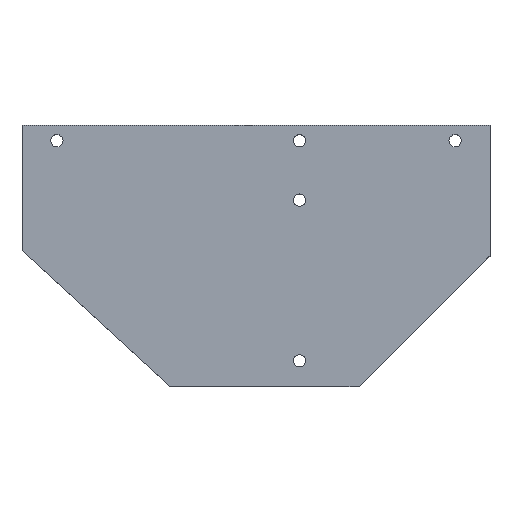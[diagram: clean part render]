
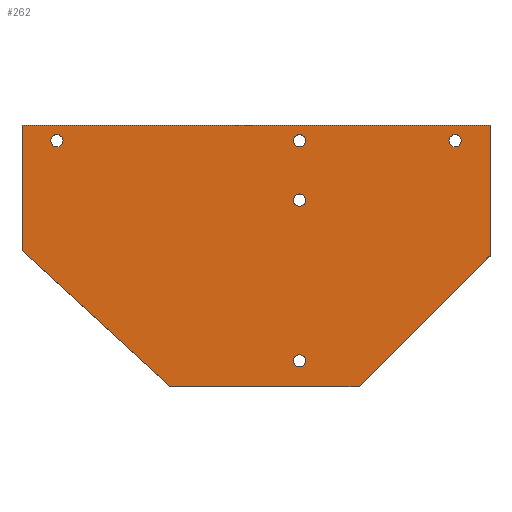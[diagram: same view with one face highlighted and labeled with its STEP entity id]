
A CAD part, top view. The second image highlights one B-rep face of the part: STEP entity #262.
In plain terms, the highlighted planar face has unit normal (0, 0, 1).
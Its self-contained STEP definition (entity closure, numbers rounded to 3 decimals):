
#15=FACE_BOUND('',#58,.T.);
#16=FACE_BOUND('',#59,.T.);
#17=FACE_BOUND('',#60,.T.);
#18=FACE_BOUND('',#61,.T.);
#19=FACE_BOUND('',#62,.T.);
#31=PLANE('',#299);
#44=FACE_OUTER_BOUND('',#57,.T.);
#57=EDGE_LOOP('',(#224,#225,#226,#227,#228,#229));
#58=EDGE_LOOP('',(#230));
#59=EDGE_LOOP('',(#231));
#60=EDGE_LOOP('',(#232));
#61=EDGE_LOOP('',(#233));
#62=EDGE_LOOP('',(#234));
#76=LINE('',#410,#99);
#79=LINE('',#416,#102);
#82=LINE('',#422,#105);
#85=LINE('',#428,#108);
#88=LINE('',#434,#111);
#91=LINE('',#438,#114);
#99=VECTOR('',#342,10.);
#102=VECTOR('',#347,10.);
#105=VECTOR('',#352,10.);
#108=VECTOR('',#357,10.);
#111=VECTOR('',#362,10.);
#114=VECTOR('',#367,10.);
#115=CIRCLE('',#279,3.5);
#117=CIRCLE('',#282,3.5);
#119=CIRCLE('',#285,3.5);
#121=CIRCLE('',#288,3.5);
#123=CIRCLE('',#291,3.5);
#125=VERTEX_POINT('',#374);
#127=VERTEX_POINT('',#380);
#129=VERTEX_POINT('',#386);
#131=VERTEX_POINT('',#392);
#133=VERTEX_POINT('',#398);
#137=VERTEX_POINT('',#407);
#138=VERTEX_POINT('',#409);
#140=VERTEX_POINT('',#415);
#142=VERTEX_POINT('',#421);
#144=VERTEX_POINT('',#427);
#146=VERTEX_POINT('',#433);
#147=EDGE_CURVE('',#125,#125,#115,.T.);
#150=EDGE_CURVE('',#127,#127,#117,.T.);
#153=EDGE_CURVE('',#129,#129,#119,.T.);
#156=EDGE_CURVE('',#131,#131,#121,.T.);
#159=EDGE_CURVE('',#133,#133,#123,.T.);
#164=EDGE_CURVE('',#138,#137,#76,.T.);
#167=EDGE_CURVE('',#140,#138,#79,.T.);
#170=EDGE_CURVE('',#142,#140,#82,.T.);
#173=EDGE_CURVE('',#144,#142,#85,.T.);
#176=EDGE_CURVE('',#146,#144,#88,.T.);
#179=EDGE_CURVE('',#137,#146,#91,.T.);
#224=ORIENTED_EDGE('',*,*,#179,.T.);
#225=ORIENTED_EDGE('',*,*,#176,.T.);
#226=ORIENTED_EDGE('',*,*,#173,.T.);
#227=ORIENTED_EDGE('',*,*,#170,.T.);
#228=ORIENTED_EDGE('',*,*,#167,.T.);
#229=ORIENTED_EDGE('',*,*,#164,.T.);
#230=ORIENTED_EDGE('',*,*,#159,.T.);
#231=ORIENTED_EDGE('',*,*,#156,.T.);
#232=ORIENTED_EDGE('',*,*,#153,.T.);
#233=ORIENTED_EDGE('',*,*,#150,.T.);
#234=ORIENTED_EDGE('',*,*,#147,.T.);
#262=ADVANCED_FACE('',(#44,#15,#16,#17,#18,#19),#31,.T.);
#279=AXIS2_PLACEMENT_3D('',#375,#305,#306);
#282=AXIS2_PLACEMENT_3D('',#381,#312,#313);
#285=AXIS2_PLACEMENT_3D('',#387,#319,#320);
#288=AXIS2_PLACEMENT_3D('',#393,#326,#327);
#291=AXIS2_PLACEMENT_3D('',#399,#333,#334);
#299=AXIS2_PLACEMENT_3D('',#439,#368,#369);
#305=DIRECTION('center_axis',(0.,0.,-1.));
#306=DIRECTION('ref_axis',(1.,0.,0.));
#312=DIRECTION('center_axis',(0.,0.,-1.));
#313=DIRECTION('ref_axis',(1.,0.,0.));
#319=DIRECTION('center_axis',(0.,0.,-1.));
#320=DIRECTION('ref_axis',(1.,0.,0.));
#326=DIRECTION('center_axis',(0.,0.,-1.));
#327=DIRECTION('ref_axis',(1.,0.,0.));
#333=DIRECTION('center_axis',(0.,0.,-1.));
#334=DIRECTION('ref_axis',(1.,0.,0.));
#342=DIRECTION('',(0.707,0.707,0.));
#347=DIRECTION('',(1.,0.,0.));
#352=DIRECTION('',(0.737,-0.676,0.));
#357=DIRECTION('',(0.,-1.,0.));
#362=DIRECTION('',(-1.,0.,0.));
#367=DIRECTION('',(0.,1.,0.));
#368=DIRECTION('center_axis',(0.,0.,1.));
#369=DIRECTION('ref_axis',(1.,0.,0.));
#374=CARTESIAN_POINT('',(-3.5,66.,18.));
#375=CARTESIAN_POINT('Origin',(0.,66.,18.));
#380=CARTESIAN_POINT('',(-3.5,32.,18.));
#381=CARTESIAN_POINT('Origin',(0.,32.,18.));
#386=CARTESIAN_POINT('',(-142.5,66.,18.));
#387=CARTESIAN_POINT('Origin',(-139.,66.,18.));
#392=CARTESIAN_POINT('',(-3.5,-60.,18.));
#393=CARTESIAN_POINT('Origin',(0.,-60.,18.));
#398=CARTESIAN_POINT('',(85.5,66.,18.));
#399=CARTESIAN_POINT('Origin',(89.,66.,18.));
#407=CARTESIAN_POINT('',(109.,0.,18.));
#409=CARTESIAN_POINT('',(34.,-75.,18.));
#410=CARTESIAN_POINT('',(109.,0.,18.));
#415=CARTESIAN_POINT('',(-74.,-75.,18.));
#416=CARTESIAN_POINT('',(-74.,-75.,18.));
#421=CARTESIAN_POINT('',(-159.,3.,18.));
#422=CARTESIAN_POINT('',(-159.,3.,18.));
#427=CARTESIAN_POINT('',(-159.,75.,18.));
#428=CARTESIAN_POINT('',(-159.,75.,18.));
#433=CARTESIAN_POINT('',(109.,75.,18.));
#434=CARTESIAN_POINT('',(109.,75.,18.));
#438=CARTESIAN_POINT('',(109.,0.,18.));
#439=CARTESIAN_POINT('Origin',(-25.,0.,18.));
